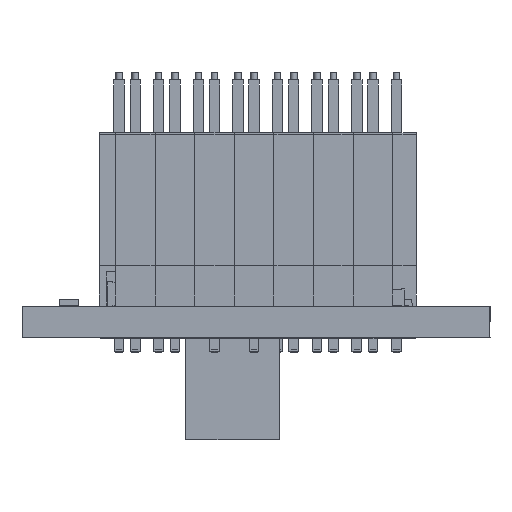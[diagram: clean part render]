
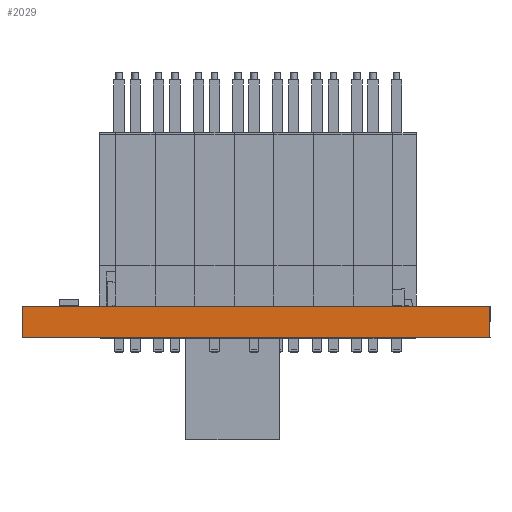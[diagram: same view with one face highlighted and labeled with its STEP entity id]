
A CAD part, left-side view. The second image highlights one B-rep face of the part: STEP entity #2029.
In plain terms, the highlighted planar face has unit normal (-1, 0, 0).
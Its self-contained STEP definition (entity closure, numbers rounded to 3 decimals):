
#2029=ADVANCED_FACE('',(#8481),#8483,.T.);
#8481=FACE_BOUND('',#8482,.T.);
#8482=EDGE_LOOP('',(#13850,#13851,#13852,#13853));
#8483=PLANE('',#8484);
#8484=AXIS2_PLACEMENT_3D('',#8485,#8486,#8487);
#8485=CARTESIAN_POINT('',(0.,30.,0.));
#8486=DIRECTION('',(-1.,0.,0.));
#8487=DIRECTION('',(0.,-1.,0.));
#13850=ORIENTED_EDGE('',*,*,#17013,.T.);
#13851=ORIENTED_EDGE('',*,*,#17291,.T.);
#13852=ORIENTED_EDGE('',*,*,#16914,.F.);
#13853=ORIENTED_EDGE('',*,*,#17290,.F.);
#16914=EDGE_CURVE('',#18767,#18769,#18770,.T.);
#17013=EDGE_CURVE('',#18967,#18964,#18968,.T.);
#17290=EDGE_CURVE('',#18967,#18767,#19518,.T.);
#17291=EDGE_CURVE('',#18964,#18769,#19519,.T.);
#18767=VERTEX_POINT('',#21961);
#18769=VERTEX_POINT('',#21965);
#18770=LINE('',#21966,#21967);
#18964=VERTEX_POINT('',#22356);
#18967=VERTEX_POINT('',#22361);
#18968=LINE('',#22362,#22363);
#19518=LINE('',#23466,#23467);
#19519=LINE('',#23469,#23470);
#21961=CARTESIAN_POINT('',(0.,30.,2.));
#21965=CARTESIAN_POINT('',(0.,0.,2.));
#21966=CARTESIAN_POINT('',(0.,30.,2.));
#21967=VECTOR('',#21968,1.);
#21968=DIRECTION('',(0.,-1.,0.));
#22356=CARTESIAN_POINT('',(0.,0.,0.));
#22361=CARTESIAN_POINT('',(0.,30.,0.));
#22362=CARTESIAN_POINT('',(0.,30.,0.));
#22363=VECTOR('',#22364,1.);
#22364=DIRECTION('',(0.,-1.,0.));
#23466=CARTESIAN_POINT('',(0.,30.,0.));
#23467=VECTOR('',#23468,1.);
#23468=DIRECTION('',(0.,0.,1.));
#23469=CARTESIAN_POINT('',(0.,0.,0.));
#23470=VECTOR('',#23471,1.);
#23471=DIRECTION('',(0.,0.,1.));
